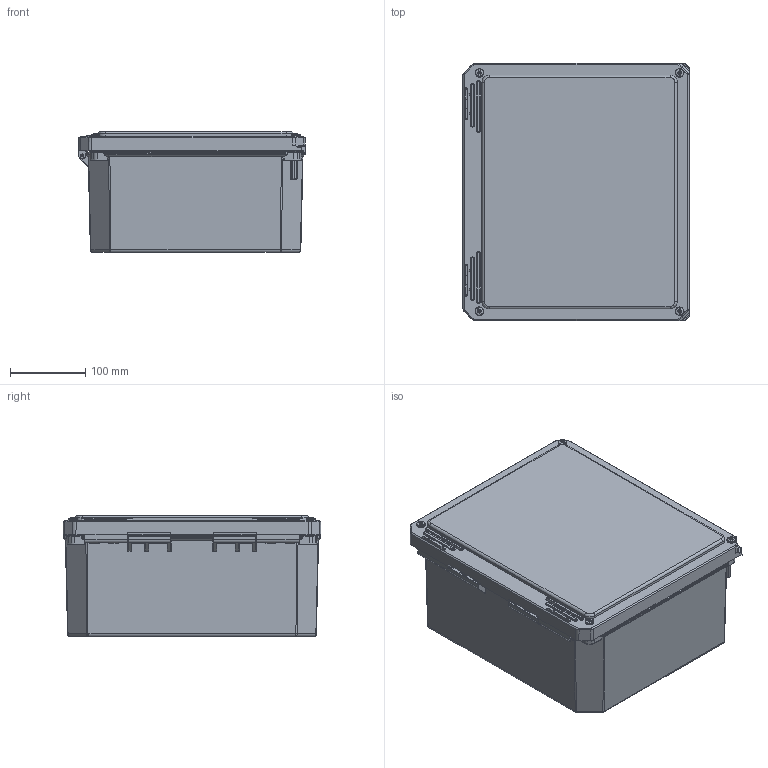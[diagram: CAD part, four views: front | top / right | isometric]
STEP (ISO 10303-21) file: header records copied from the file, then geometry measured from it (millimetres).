
FILE_DESCRIPTION(/* description */ (''),/* implementation_level */ '2;1');
FILE_NAME(/* name */ 'HW-121006SC.stp',/* time_stamp */ '2016-08-23T11:41:48-05:00',/* author */ ('lieb_t'),/* organization */ (''),/* preprocessor_version */ 'ST-DEVELOPER v16.5',/* originating_system */ 'Autodesk Inventor 2017',/* authorisation */ '');
FILE_SCHEMA (('CONFIG_CONTROL_DESIGN'));
Products named in the file (10): HW-121006SC; DS121006BOX; BRASS INSERT-(; BRASS INSERT-(_1; BRASS INSERT-(_2; DS121006CVR; GA1210; BRASS INSERT-(_3; O_RING_COVER; COVER SCREW
Assembly tree (27 placements, depth 2):
  HW-121006SC
    DS121006BOX
    BRASS INSERT-(  x2
    BRASS INSERT-(_1  x4
    BRASS INSERT-(_2  x6
    DS121006CVR
    GA1210
    BRASS INSERT-(_3  x4
    O_RING_COVER  x4
    COVER SCREW  x4
Bounding box: 300.51 x 341.88 x 160.28 mm (x, y, z)
Volume: 1525615.4 mm3; surface area: 818584.2 mm2
Topology: 27 solids, 27 shells, 2079 faces, 5202 edges, 3076 vertices
Faces by surface type: cylinder 758, plane 683, bspline 365, torus 148, cone 96, sphere 29
Full cylindrical faces by diameter (mm): 3.48 x4, 3.861 x8, 3.962 x16, 5.055 x4, 5.563 x2, 5.766 x2, 6.248 x16, 6.401 x4, 6.426 x4, 7.938 x2, 11.049 x2, 11.43 x4
Entity records: 74197 total; most frequent: CARTESIAN_POINT 30825, DIRECTION 9212, ORIENTED_EDGE 8890, EDGE_CURVE 4445, AXIS2_PLACEMENT_3D 3560, VERTEX_POINT 2686, LINE 2092, VECTOR 2092
